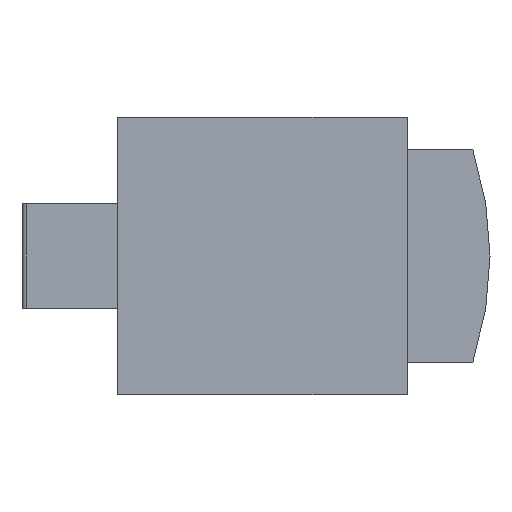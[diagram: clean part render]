
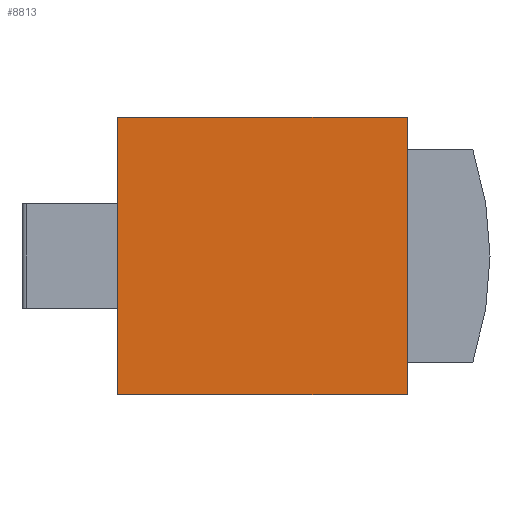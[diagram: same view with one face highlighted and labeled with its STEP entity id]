
A CAD part, front view. The second image highlights one B-rep face of the part: STEP entity #8813.
In plain terms, the highlighted planar face has unit normal (0, -1, 0).
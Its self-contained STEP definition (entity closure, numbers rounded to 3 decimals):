
#166=PLANE('',#9329);
#1341=ORIENTED_EDGE('',*,*,#2463,.F.);
#1342=ORIENTED_EDGE('',*,*,#2577,.F.);
#1343=ORIENTED_EDGE('',*,*,#2801,.F.);
#1344=ORIENTED_EDGE('',*,*,#2597,.F.);
#2463=EDGE_CURVE('',#3379,#3380,#3990,.T.);
#2577=EDGE_CURVE('',#3462,#3379,#4096,.T.);
#2597=EDGE_CURVE('',#3380,#3479,#4111,.T.);
#2801=EDGE_CURVE('',#3479,#3462,#4200,.T.);
#3379=VERTEX_POINT('',#11605);
#3380=VERTEX_POINT('',#11607);
#3462=VERTEX_POINT('',#11827);
#3479=VERTEX_POINT('',#11867);
#3990=LINE('',#11606,#4668);
#4096=LINE('',#11828,#4774);
#4111=LINE('',#11866,#4789);
#4200=LINE('',#12371,#4878);
#4668=VECTOR('',#9703,1000.);
#4774=VECTOR('',#9875,1000.);
#4789=VECTOR('',#9904,1000.);
#4878=VECTOR('',#10291,1000.);
#5439=EDGE_LOOP('',(#1341,#1342,#1343,#1344));
#5849=FACE_BOUND('',#5439,.T.);
#8813=ADVANCED_FACE('',(#5849),#166,.F.);
#9329=AXIS2_PLACEMENT_3D('',#12693,#10558,#10559);
#9703=DIRECTION('',(0.,0.,1.));
#9875=DIRECTION('',(-1.,0.,0.));
#9904=DIRECTION('',(1.,0.,0.));
#10291=DIRECTION('',(0.,0.,-1.));
#10558=DIRECTION('',(0.,1.,0.));
#10559=DIRECTION('',(0.,0.,1.));
#11605=CARTESIAN_POINT('',(-21.,-31.5,-20.1));
#11606=CARTESIAN_POINT('',(-21.,-31.5,-20.1));
#11607=CARTESIAN_POINT('',(-21.,-31.5,20.1));
#11827=CARTESIAN_POINT('',(21.,-31.5,-20.1));
#11828=CARTESIAN_POINT('',(21.,-31.5,-20.1));
#11866=CARTESIAN_POINT('',(-21.,-31.5,20.1));
#11867=CARTESIAN_POINT('',(21.,-31.5,20.1));
#12371=CARTESIAN_POINT('',(21.,-31.5,20.1));
#12693=CARTESIAN_POINT('',(0.,-31.5,0.));
